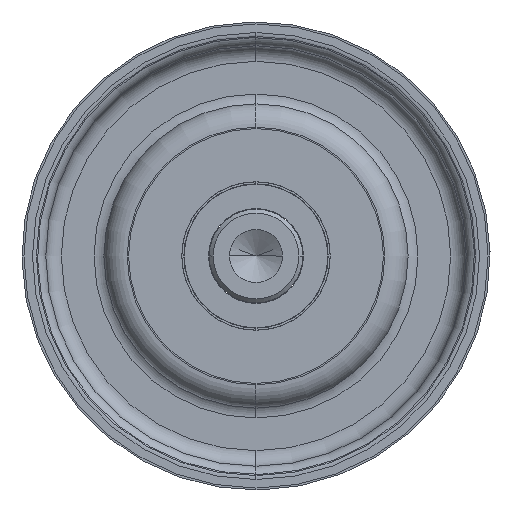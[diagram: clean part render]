
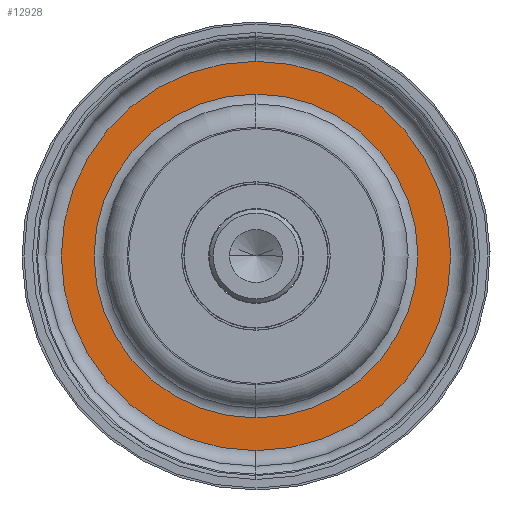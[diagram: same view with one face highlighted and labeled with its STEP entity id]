
A CAD part, left-side view. The second image highlights one B-rep face of the part: STEP entity #12928.
In plain terms, the highlighted planar face has unit normal (-1, 0, 0).
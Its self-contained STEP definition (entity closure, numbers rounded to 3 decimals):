
#9 = CARTESIAN_POINT ( 'NONE',  ( 13.5, 0., -24.95 ) ) ;
#45 = ORIENTED_EDGE ( 'NONE', *, *, #2711, .T. ) ;
#1299 = DIRECTION ( 'NONE',  ( 1., 0., 0. ) ) ;
#1739 = EDGE_LOOP ( 'NONE', ( #14386, #10124 ) ) ;
#2284 = AXIS2_PLACEMENT_3D ( 'NONE', #14206, #12863, #7274 ) ;
#2711 = EDGE_CURVE ( 'NONE', #9154, #9391, #13443, .T. ) ;
#3024 = CARTESIAN_POINT ( 'NONE',  ( 13.5, 0., 24.95 ) ) ;
#3262 = DIRECTION ( 'NONE',  ( 1., 0., 0. ) ) ;
#3817 = PLANE ( 'NONE',  #14060 ) ;
#4071 = DIRECTION ( 'NONE',  ( 1., 0., 0. ) ) ;
#4920 = AXIS2_PLACEMENT_3D ( 'NONE', #10785, #4071, #7333 ) ;
#4953 = FACE_BOUND ( 'NONE', #12889, .T. ) ;
#5091 = CARTESIAN_POINT ( 'NONE',  ( 13.5, 0., -20.754 ) ) ;
#5300 = DIRECTION ( 'NONE',  ( -1., 0., 0. ) ) ;
#5571 = EDGE_CURVE ( 'NONE', #8106, #5719, #12426, .T. ) ;
#5719 = VERTEX_POINT ( 'NONE', #3024 ) ;
#6203 = CIRCLE ( 'NONE', #11506, 24.95 ) ;
#6749 = ORIENTED_EDGE ( 'NONE', *, *, #7896, .T. ) ;
#6942 = CARTESIAN_POINT ( 'NONE',  ( 13.5, 0., 0. ) ) ;
#7274 = DIRECTION ( 'NONE',  ( 0., 0., 1. ) ) ;
#7333 = DIRECTION ( 'NONE',  ( 0., 0., 1. ) ) ;
#7683 = CARTESIAN_POINT ( 'NONE',  ( 13.5, 0., 20.754 ) ) ;
#7896 = EDGE_CURVE ( 'NONE', #9391, #9154, #13910, .T. ) ;
#8106 = VERTEX_POINT ( 'NONE', #9 ) ;
#9024 = AXIS2_PLACEMENT_3D ( 'NONE', #6942, #1299, #11535 ) ;
#9154 = VERTEX_POINT ( 'NONE', #5091 ) ;
#9391 = VERTEX_POINT ( 'NONE', #7683 ) ;
#10124 = ORIENTED_EDGE ( 'NONE', *, *, #5571, .F. ) ;
#10785 = CARTESIAN_POINT ( 'NONE',  ( 13.5, 0., 0. ) ) ;
#10839 = EDGE_CURVE ( 'NONE', #5719, #8106, #6203, .T. ) ;
#10875 = DIRECTION ( 'NONE',  ( 0., 0., 1. ) ) ;
#11506 = AXIS2_PLACEMENT_3D ( 'NONE', #14447, #3262, #10875 ) ;
#11535 = DIRECTION ( 'NONE',  ( 0., 0., 1. ) ) ;
#12090 = CARTESIAN_POINT ( 'NONE',  ( 13.5, 0., 22.852 ) ) ;
#12426 = CIRCLE ( 'NONE', #4920, 24.95 ) ;
#12491 = FACE_OUTER_BOUND ( 'NONE', #1739, .T. ) ;
#12863 = DIRECTION ( 'NONE',  ( 1., 0., 0. ) ) ;
#12889 = EDGE_LOOP ( 'NONE', ( #6749, #45 ) ) ;
#12928 = ADVANCED_FACE ( 'NONE', ( #12491, #4953 ), #3817, .T. ) ;
#13180 = DIRECTION ( 'NONE',  ( 0., 0., -1. ) ) ;
#13443 = CIRCLE ( 'NONE', #9024, 20.754 ) ;
#13910 = CIRCLE ( 'NONE', #2284, 20.754 ) ;
#14060 = AXIS2_PLACEMENT_3D ( 'NONE', #12090, #5300, #13180 ) ;
#14206 = CARTESIAN_POINT ( 'NONE',  ( 13.5, 0., 0. ) ) ;
#14386 = ORIENTED_EDGE ( 'NONE', *, *, #10839, .F. ) ;
#14447 = CARTESIAN_POINT ( 'NONE',  ( 13.5, 0., 0. ) ) ;
